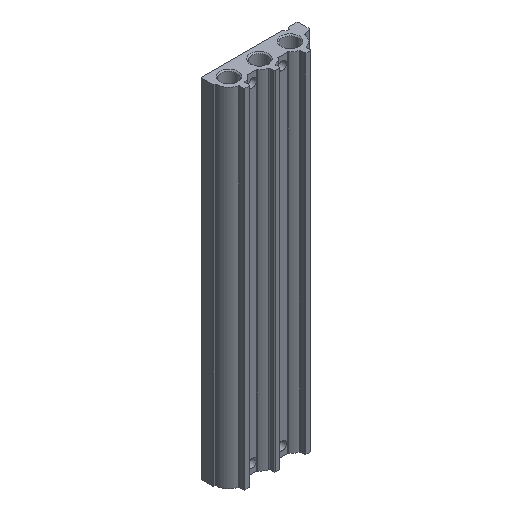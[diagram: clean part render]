
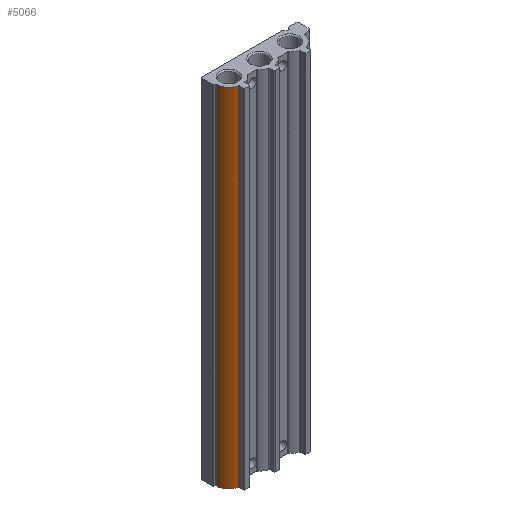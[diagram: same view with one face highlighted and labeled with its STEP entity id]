
A CAD part, isometric view. The second image highlights one B-rep face of the part: STEP entity #5066.
In plain terms, the highlighted cylindrical face has radius 7.1 mm (diameter 14.2 mm), a partial arc.
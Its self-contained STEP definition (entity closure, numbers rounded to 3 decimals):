
#300=CYLINDRICAL_SURFACE('',#5543,7.1);
#551=CIRCLE('',#5544,7.1);
#552=CIRCLE('',#5545,7.1);
#1093=ORIENTED_EDGE('',*,*,#2323,.T.);
#1094=ORIENTED_EDGE('',*,*,#2324,.F.);
#1095=ORIENTED_EDGE('',*,*,#2325,.F.);
#1096=ORIENTED_EDGE('',*,*,#2321,.T.);
#2321=EDGE_CURVE('',#2917,#2916,#3283,.T.);
#2323=EDGE_CURVE('',#2916,#2918,#551,.T.);
#2324=EDGE_CURVE('',#2919,#2918,#3284,.T.);
#2325=EDGE_CURVE('',#2917,#2919,#552,.T.);
#2916=VERTEX_POINT('',#8978);
#2917=VERTEX_POINT('',#8980);
#2918=VERTEX_POINT('',#8984);
#2919=VERTEX_POINT('',#8986);
#3283=LINE('',#8979,#3538);
#3284=LINE('',#8985,#3539);
#3538=VECTOR('',#6464,1000.);
#3539=VECTOR('',#6471,1000.);
#3838=EDGE_LOOP('',(#1093,#1094,#1095,#1096));
#4441=FACE_BOUND('',#3838,.T.);
#5066=ADVANCED_FACE('',(#4441),#300,.T.);
#5543=AXIS2_PLACEMENT_3D('',#8982,#6467,#6468);
#5544=AXIS2_PLACEMENT_3D('',#8983,#6469,#6470);
#5545=AXIS2_PLACEMENT_3D('',#8987,#6472,#6473);
#6464=DIRECTION('',(0.,0.,-1.));
#6467=DIRECTION('',(0.,0.,-1.));
#6468=DIRECTION('',(-1.,0.,0.));
#6469=DIRECTION('',(0.,0.,1.));
#6470=DIRECTION('',(1.,0.,0.));
#6471=DIRECTION('',(0.,0.,-1.));
#6472=DIRECTION('',(0.,0.,1.));
#6473=DIRECTION('',(1.,0.,0.));
#8978=CARTESIAN_POINT('',(18.368,2.95,0.));
#8979=CARTESIAN_POINT('',(18.368,2.95,187.5));
#8980=CARTESIAN_POINT('',(18.368,2.95,187.5));
#8982=CARTESIAN_POINT('',(16.5,9.8,187.5));
#8983=CARTESIAN_POINT('',(16.5,9.8,0.));
#8984=CARTESIAN_POINT('',(23.594,9.516,0.));
#8985=CARTESIAN_POINT('',(23.594,9.516,187.5));
#8986=CARTESIAN_POINT('',(23.594,9.516,187.5));
#8987=CARTESIAN_POINT('',(16.5,9.8,187.5));
